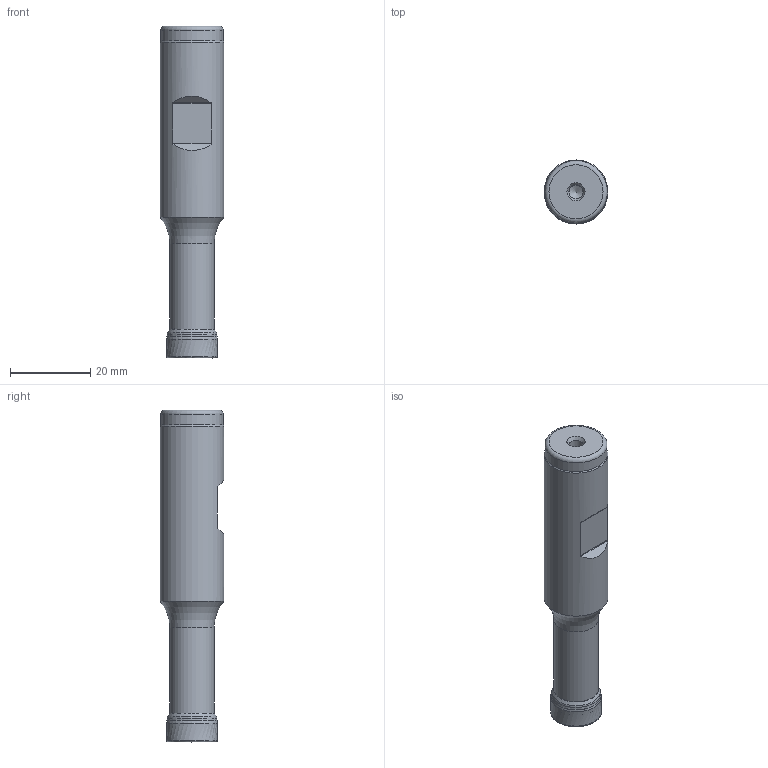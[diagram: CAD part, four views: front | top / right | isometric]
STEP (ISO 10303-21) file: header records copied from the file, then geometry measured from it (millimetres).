
FILE_DESCRIPTION(/* description */ (''),/* implementation_level */ '2;1');
FILE_NAME(/* name */ '17001164.stp',/* time_stamp */ '2024-04-15T08:52:42+09:00',/* author */ (''),/* organization */ (''),/* preprocessor_version */ 'ST-DEVELOPER v16',/* originating_system */ 'SIEMENS PLM Software NX 10.0',/* authorisation */ '');
FILE_SCHEMA (('AP203_CONFIGURATION_CONTROLLED_3D_DESIGN_OF_MECHANICAL_PARTS_AND_ASSEMBLIES_MIM_LF { 1 0 10303 403 2 1 2}'));
Length unit declared in the file: millimetre
Products named in the file (1): 102214542B34yi50
Bounding box: 15.88 x 15.88 x 82.55 mm (x, y, z)
Volume: 12156.4 mm3; surface area: 5154.8 mm2
Topology: 1 solids, 2 shells, 45 faces, 140 edges, 121 vertices
Faces by surface type: revolution 21, torus 7, plane 6, cylinder 6, cone 5
Full cylindrical faces by diameter (mm): 3.5 x1, 11 x1, 15.475 x1, 15.875 x1
Entity records: 1474 total; most frequent: CARTESIAN_POINT 551, DIRECTION 165, ORIENTED_EDGE 102, EDGE_LOOP 84, FACE_BOUND 79, AXIS2_PLACEMENT_3D 66, EDGE_CURVE 51, VERTEX_POINT 48
